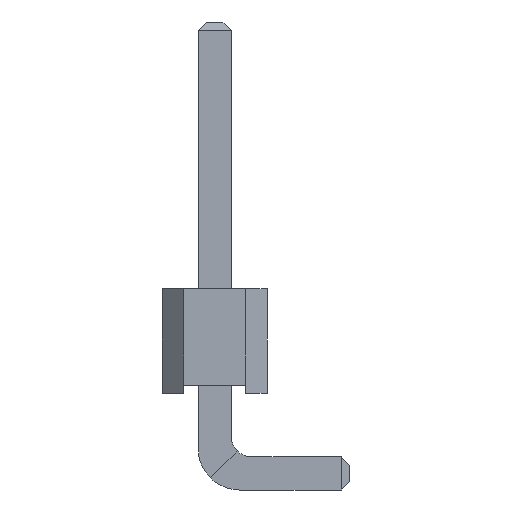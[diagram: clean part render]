
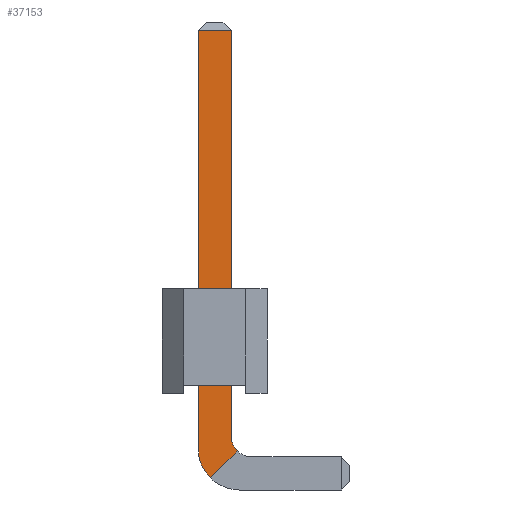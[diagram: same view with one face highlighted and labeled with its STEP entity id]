
A CAD part, front view. The second image highlights one B-rep face of the part: STEP entity #37153.
In plain terms, the highlighted planar face has unit normal (0, -1, 0).
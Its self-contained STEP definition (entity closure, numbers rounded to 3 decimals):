
#36410 = PLANE('',#36411);
#36411 = AXIS2_PLACEMENT_3D('',#36412,#36413,#36414);
#36412 = CARTESIAN_POINT('',(0.4,-73.26,9.));
#36413 = DIRECTION('',(1.,0.,0.));
#36414 = DIRECTION('',(0.,-1.,0.));
#36443 = CYLINDRICAL_SURFACE('',#36444,0.5);
#36444 = AXIS2_PLACEMENT_3D('',#36445,#36446,#36447);
#36445 = CARTESIAN_POINT('',(0.9,-73.26,-1.04));
#36446 = DIRECTION('',(0.,-1.,0.));
#36447 = DIRECTION('',(-1.,0.,0.));
#36504 = CYLINDRICAL_SURFACE('',#36505,1.);
#36505 = AXIS2_PLACEMENT_3D('',#36506,#36507,#36508);
#36506 = CARTESIAN_POINT('',(0.6,-73.26,-1.34));
#36507 = DIRECTION('',(-0.,-1.,0.));
#36508 = DIRECTION('',(-1.,0.,0.));
#36532 = PLANE('',#36533);
#36533 = AXIS2_PLACEMENT_3D('',#36534,#36535,#36536);
#36534 = CARTESIAN_POINT('',(-0.4,-74.06,9.));
#36535 = DIRECTION('',(-1.,0.,0.));
#36536 = DIRECTION('',(0.,1.,0.));
#36575 = VERTEX_POINT('',#36576);
#36576 = CARTESIAN_POINT('',(0.4,-74.06,8.8));
#36602 = EDGE_CURVE('',#36575,#36603,#36605,.T.);
#36603 = VERTEX_POINT('',#36604);
#36604 = CARTESIAN_POINT('',(0.4,-74.06,-1.04));
#36605 = SURFACE_CURVE('',#36606,(#36610,#36617),.PCURVE_S1.);
#36606 = LINE('',#36607,#36608);
#36607 = CARTESIAN_POINT('',(0.4,-74.06,9.));
#36608 = VECTOR('',#36609,1.);
#36609 = DIRECTION('',(0.,0.,-1.));
#36610 = PCURVE('',#36410,#36611);
#36611 = DEFINITIONAL_REPRESENTATION('',(#36612),#36616);
#36612 = LINE('',#36613,#36614);
#36613 = CARTESIAN_POINT('',(0.8,0.));
#36614 = VECTOR('',#36615,1.);
#36615 = DIRECTION('',(0.,1.));
#36616 = ( GEOMETRIC_REPRESENTATION_CONTEXT(2) 
PARAMETRIC_REPRESENTATION_CONTEXT() REPRESENTATION_CONTEXT('2D SPACE',''
  ) );
#36617 = PCURVE('',#36618,#36623);
#36618 = PLANE('',#36619);
#36619 = AXIS2_PLACEMENT_3D('',#36620,#36621,#36622);
#36620 = CARTESIAN_POINT('',(0.4,-74.06,9.));
#36621 = DIRECTION('',(-0.,-1.,0.));
#36622 = DIRECTION('',(-1.,0.,0.));
#36623 = DEFINITIONAL_REPRESENTATION('',(#36624),#36628);
#36624 = LINE('',#36625,#36626);
#36625 = CARTESIAN_POINT('',(0.,0.));
#36626 = VECTOR('',#36627,1.);
#36627 = DIRECTION('',(0.,1.));
#36628 = ( GEOMETRIC_REPRESENTATION_CONTEXT(2) 
PARAMETRIC_REPRESENTATION_CONTEXT() REPRESENTATION_CONTEXT('2D SPACE',''
  ) );
#36793 = VERTEX_POINT('',#36794);
#36794 = CARTESIAN_POINT('',(0.546,-74.06,-1.394));
#36809 = PLANE('',#36810);
#36810 = AXIS2_PLACEMENT_3D('',#36811,#36812,#36813);
#36811 = CARTESIAN_POINT('',(0.,-74.06,-1.54));
#36812 = DIRECTION('',(0.,-1.,0.));
#36813 = DIRECTION('',(0.,0.,-1.));
#36821 = EDGE_CURVE('',#36603,#36793,#36822,.T.);
#36822 = SURFACE_CURVE('',#36823,(#36828,#36835),.PCURVE_S1.);
#36823 = CIRCLE('',#36824,0.5);
#36824 = AXIS2_PLACEMENT_3D('',#36825,#36826,#36827);
#36825 = CARTESIAN_POINT('',(0.9,-74.06,-1.04));
#36826 = DIRECTION('',(0.,-1.,0.));
#36827 = DIRECTION('',(0.,0.,-1.));
#36828 = PCURVE('',#36443,#36829);
#36829 = DEFINITIONAL_REPRESENTATION('',(#36830),#36834);
#36830 = LINE('',#36831,#36832);
#36831 = CARTESIAN_POINT('',(-4.712,0.8));
#36832 = VECTOR('',#36833,1.);
#36833 = DIRECTION('',(1.,0.));
#36834 = ( GEOMETRIC_REPRESENTATION_CONTEXT(2) 
PARAMETRIC_REPRESENTATION_CONTEXT() REPRESENTATION_CONTEXT('2D SPACE',''
  ) );
#36835 = PCURVE('',#36618,#36836);
#36836 = DEFINITIONAL_REPRESENTATION('',(#36837),#36841);
#36837 = CIRCLE('',#36838,0.5);
#36838 = AXIS2_PLACEMENT_2D('',#36839,#36840);
#36839 = CARTESIAN_POINT('',(-0.5,10.04));
#36840 = DIRECTION('',(0.,1.));
#36841 = ( GEOMETRIC_REPRESENTATION_CONTEXT(2) 
PARAMETRIC_REPRESENTATION_CONTEXT() REPRESENTATION_CONTEXT('2D SPACE',''
  ) );
#36847 = EDGE_CURVE('',#36848,#36850,#36852,.T.);
#36848 = VERTEX_POINT('',#36849);
#36849 = CARTESIAN_POINT('',(-0.4,-74.06,8.8));
#36850 = VERTEX_POINT('',#36851);
#36851 = CARTESIAN_POINT('',(-0.4,-74.06,-1.34));
#36852 = SURFACE_CURVE('',#36853,(#36857,#36864),.PCURVE_S1.);
#36853 = LINE('',#36854,#36855);
#36854 = CARTESIAN_POINT('',(-0.4,-74.06,9.));
#36855 = VECTOR('',#36856,1.);
#36856 = DIRECTION('',(0.,0.,-1.));
#36857 = PCURVE('',#36532,#36858);
#36858 = DEFINITIONAL_REPRESENTATION('',(#36859),#36863);
#36859 = LINE('',#36860,#36861);
#36860 = CARTESIAN_POINT('',(0.,0.));
#36861 = VECTOR('',#36862,1.);
#36862 = DIRECTION('',(0.,1.));
#36863 = ( GEOMETRIC_REPRESENTATION_CONTEXT(2) 
PARAMETRIC_REPRESENTATION_CONTEXT() REPRESENTATION_CONTEXT('2D SPACE',''
  ) );
#36864 = PCURVE('',#36618,#36865);
#36865 = DEFINITIONAL_REPRESENTATION('',(#36866),#36870);
#36866 = LINE('',#36867,#36868);
#36867 = CARTESIAN_POINT('',(0.8,0.));
#36868 = VECTOR('',#36869,1.);
#36869 = DIRECTION('',(0.,1.));
#36870 = ( GEOMETRIC_REPRESENTATION_CONTEXT(2) 
PARAMETRIC_REPRESENTATION_CONTEXT() REPRESENTATION_CONTEXT('2D SPACE',''
  ) );
#37054 = VERTEX_POINT('',#37055);
#37055 = CARTESIAN_POINT('',(-0.107,-74.06,-2.047));
#37077 = EDGE_CURVE('',#36850,#37054,#37078,.T.);
#37078 = SURFACE_CURVE('',#37079,(#37084,#37091),.PCURVE_S1.);
#37079 = CIRCLE('',#37080,1.);
#37080 = AXIS2_PLACEMENT_3D('',#37081,#37082,#37083);
#37081 = CARTESIAN_POINT('',(0.6,-74.06,-1.34));
#37082 = DIRECTION('',(0.,-1.,0.));
#37083 = DIRECTION('',(0.,0.,-1.));
#37084 = PCURVE('',#36504,#37085);
#37085 = DEFINITIONAL_REPRESENTATION('',(#37086),#37090);
#37086 = LINE('',#37087,#37088);
#37087 = CARTESIAN_POINT('',(-4.712,0.8));
#37088 = VECTOR('',#37089,1.);
#37089 = DIRECTION('',(1.,0.));
#37090 = ( GEOMETRIC_REPRESENTATION_CONTEXT(2) 
PARAMETRIC_REPRESENTATION_CONTEXT() REPRESENTATION_CONTEXT('2D SPACE',''
  ) );
#37091 = PCURVE('',#36618,#37092);
#37092 = DEFINITIONAL_REPRESENTATION('',(#37093),#37097);
#37093 = CIRCLE('',#37094,1.);
#37094 = AXIS2_PLACEMENT_2D('',#37095,#37096);
#37095 = CARTESIAN_POINT('',(-0.2,10.34));
#37096 = DIRECTION('',(0.,1.));
#37097 = ( GEOMETRIC_REPRESENTATION_CONTEXT(2) 
PARAMETRIC_REPRESENTATION_CONTEXT() REPRESENTATION_CONTEXT('2D SPACE',''
  ) );
#37121 = PLANE('',#37122);
#37122 = AXIS2_PLACEMENT_3D('',#37123,#37124,#37125);
#37123 = CARTESIAN_POINT('',(0.4,-73.96,8.9));
#37124 = DIRECTION('',(0.,-0.707,0.707
    ));
#37125 = DIRECTION('',(-1.,0.,0.));
#37153 = ADVANCED_FACE('',(#37154),#36618,.T.);
#37154 = FACE_BOUND('',#37155,.T.);
#37155 = EDGE_LOOP('',(#37156,#37157,#37178,#37179,#37180,#37201));
#37156 = ORIENTED_EDGE('',*,*,#36602,.F.);
#37157 = ORIENTED_EDGE('',*,*,#37158,.T.);
#37158 = EDGE_CURVE('',#36575,#36848,#37159,.T.);
#37159 = SURFACE_CURVE('',#37160,(#37164,#37171),.PCURVE_S1.);
#37160 = LINE('',#37161,#37162);
#37161 = CARTESIAN_POINT('',(0.4,-74.06,8.8));
#37162 = VECTOR('',#37163,1.);
#37163 = DIRECTION('',(-1.,0.,0.));
#37164 = PCURVE('',#36618,#37165);
#37165 = DEFINITIONAL_REPRESENTATION('',(#37166),#37170);
#37166 = LINE('',#37167,#37168);
#37167 = CARTESIAN_POINT('',(0.,0.2));
#37168 = VECTOR('',#37169,1.);
#37169 = DIRECTION('',(1.,0.));
#37170 = ( GEOMETRIC_REPRESENTATION_CONTEXT(2) 
PARAMETRIC_REPRESENTATION_CONTEXT() REPRESENTATION_CONTEXT('2D SPACE',''
  ) );
#37171 = PCURVE('',#37121,#37172);
#37172 = DEFINITIONAL_REPRESENTATION('',(#37173),#37177);
#37173 = LINE('',#37174,#37175);
#37174 = CARTESIAN_POINT('',(0.,0.141));
#37175 = VECTOR('',#37176,1.);
#37176 = DIRECTION('',(1.,0.));
#37177 = ( GEOMETRIC_REPRESENTATION_CONTEXT(2) 
PARAMETRIC_REPRESENTATION_CONTEXT() REPRESENTATION_CONTEXT('2D SPACE',''
  ) );
#37178 = ORIENTED_EDGE('',*,*,#36847,.T.);
#37179 = ORIENTED_EDGE('',*,*,#37077,.T.);
#37180 = ORIENTED_EDGE('',*,*,#37181,.F.);
#37181 = EDGE_CURVE('',#36793,#37054,#37182,.T.);
#37182 = SURFACE_CURVE('',#37183,(#37187,#37194),.PCURVE_S1.);
#37183 = LINE('',#37184,#37185);
#37184 = CARTESIAN_POINT('',(0.4,-74.06,-1.54));
#37185 = VECTOR('',#37186,1.);
#37186 = DIRECTION('',(-0.707,0.,
    -0.707));
#37187 = PCURVE('',#36618,#37188);
#37188 = DEFINITIONAL_REPRESENTATION('',(#37189),#37193);
#37189 = LINE('',#37190,#37191);
#37190 = CARTESIAN_POINT('',(0.,10.54));
#37191 = VECTOR('',#37192,1.);
#37192 = DIRECTION('',(0.707,0.707));
#37193 = ( GEOMETRIC_REPRESENTATION_CONTEXT(2) 
PARAMETRIC_REPRESENTATION_CONTEXT() REPRESENTATION_CONTEXT('2D SPACE',''
  ) );
#37194 = PCURVE('',#36809,#37195);
#37195 = DEFINITIONAL_REPRESENTATION('',(#37196),#37200);
#37196 = LINE('',#37197,#37198);
#37197 = CARTESIAN_POINT('',(0.,0.4));
#37198 = VECTOR('',#37199,1.);
#37199 = DIRECTION('',(0.707,-0.707));
#37200 = ( GEOMETRIC_REPRESENTATION_CONTEXT(2) 
PARAMETRIC_REPRESENTATION_CONTEXT() REPRESENTATION_CONTEXT('2D SPACE',''
  ) );
#37201 = ORIENTED_EDGE('',*,*,#36821,.F.);
